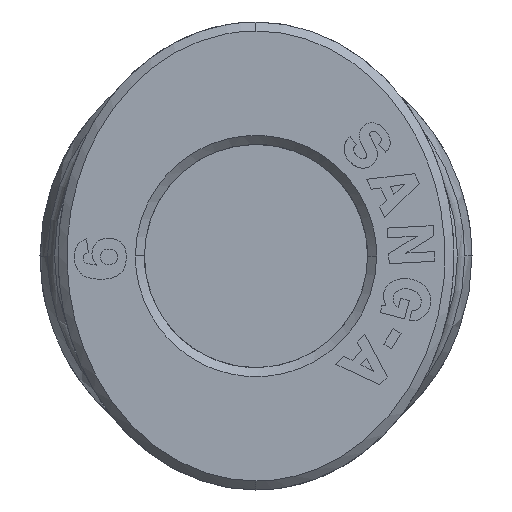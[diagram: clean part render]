
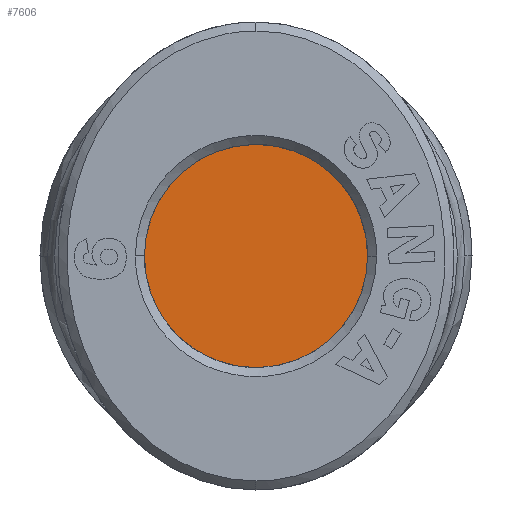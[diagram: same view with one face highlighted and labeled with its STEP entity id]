
A CAD part, left-side view. The second image highlights one B-rep face of the part: STEP entity #7606.
In plain terms, the highlighted planar face has unit normal (-1, 0, 0).
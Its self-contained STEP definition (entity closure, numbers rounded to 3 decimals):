
#413 = DIRECTION ( 'NONE',  ( 0., 1., 0. ) ) ;
#642 = CIRCLE ( 'NONE', #8835, 3.1 ) ;
#1145 = CARTESIAN_POINT ( 'NONE',  ( -7.5, 0., 0. ) ) ;
#2261 = EDGE_CURVE ( 'NONE', #6528, #3271, #642, .T. ) ;
#2588 = DIRECTION ( 'NONE',  ( 0., 1., 0. ) ) ;
#2640 = CARTESIAN_POINT ( 'NONE',  ( -7.5, 3.1, 0. ) ) ;
#2908 = CARTESIAN_POINT ( 'NONE',  ( -7.5, 0., 0. ) ) ;
#2955 = EDGE_CURVE ( 'NONE', #3271, #6528, #7663, .T. ) ;
#3175 = DIRECTION ( 'NONE',  ( -1., 0., 0. ) ) ;
#3271 = VERTEX_POINT ( 'NONE', #2640 ) ;
#4191 = DIRECTION ( 'NONE',  ( 1., 0., 0. ) ) ;
#4382 = ORIENTED_EDGE ( 'NONE', *, *, #2955, .T. ) ;
#5407 = CARTESIAN_POINT ( 'NONE',  ( -7.5, 0., 0. ) ) ;
#5722 = CARTESIAN_POINT ( 'NONE',  ( -7.5, -3.1, 0. ) ) ;
#6321 = ORIENTED_EDGE ( 'NONE', *, *, #2261, .T. ) ;
#6337 = PLANE ( 'NONE',  #6613 ) ;
#6528 = VERTEX_POINT ( 'NONE', #5722 ) ;
#6613 = AXIS2_PLACEMENT_3D ( 'NONE', #2908, #4191, #8356 ) ;
#7534 = EDGE_LOOP ( 'NONE', ( #4382, #6321 ) ) ;
#7606 = ADVANCED_FACE ( 'NONE', ( #8104 ), #6337, .F. ) ;
#7663 = CIRCLE ( 'NONE', #8447, 3.1 ) ;
#8104 = FACE_OUTER_BOUND ( 'NONE', #7534, .T. ) ;
#8356 = DIRECTION ( 'NONE',  ( 0., 0., -1. ) ) ;
#8447 = AXIS2_PLACEMENT_3D ( 'NONE', #5407, #8915, #2588 ) ;
#8835 = AXIS2_PLACEMENT_3D ( 'NONE', #1145, #3175, #413 ) ;
#8915 = DIRECTION ( 'NONE',  ( -1., 0., 0. ) ) ;
